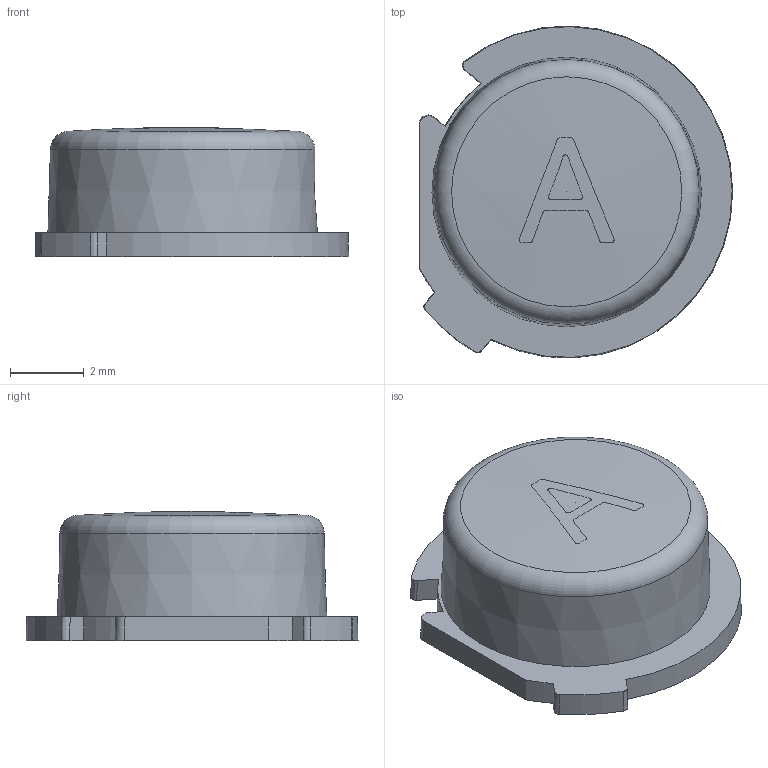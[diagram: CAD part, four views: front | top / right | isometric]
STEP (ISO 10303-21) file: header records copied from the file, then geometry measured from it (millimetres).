
FILE_DESCRIPTION(/* description */ (''),/* implementation_level */ '2;1');
FILE_NAME(/* name */ 'A-Button.step',/* time_stamp */ '2024-03-14T19:30:55-07:00',/* author */ (''),/* organization */ (''),/* preprocessor_version */ 'ST-DEVELOPER v20',/* originating_system */ 'Autodesk Translation Framework v12.20.1.177',/* authorisation */ '');
FILE_SCHEMA (('AUTOMOTIVE_DESIGN { 1 0 10303 214 3 1 1 }'));
Length unit declared in the file: millimetre
Products named in the file (3): DSL_Btn_A; Button_Fill; Button_body (1)
Assembly tree (2 placements, depth 2):
  DSL_Btn_A
    Button_Fill
    Button_body (1)
Bounding box: 8.51 x 9.01 x 3.5 mm (x, y, z)
Volume: 126.9 mm3; surface area: 405.3 mm2
Topology: 2 solids, 2 shells, 108 faces, 314 edges, 210 vertices
Faces by surface type: plane 43, cylinder 29, sphere 13, cone 11, bspline 9, torus 3
Entity records: 4771 total; most frequent: CARTESIAN_POINT 1896, ORIENTED_EDGE 626, DIRECTION 571, EDGE_CURVE 313, AXIS2_PLACEMENT_3D 243, VERTEX_POINT 210, CIRCLE 129, EDGE_LOOP 113
